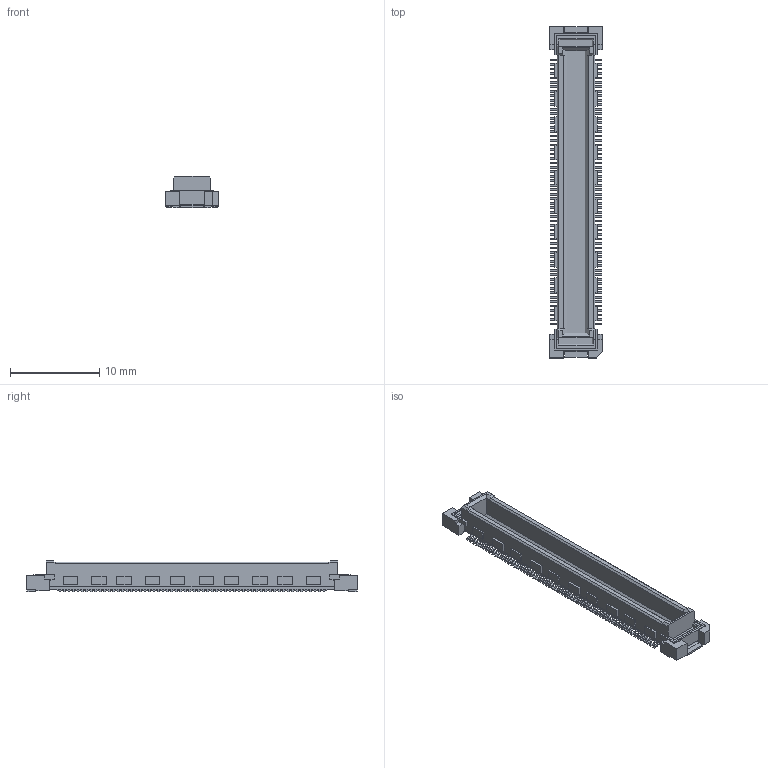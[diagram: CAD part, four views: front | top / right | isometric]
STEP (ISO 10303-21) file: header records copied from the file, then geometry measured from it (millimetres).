
FILE_DESCRIPTION(('CoCreate Modeling STEP Export'),'2;1');
FILE_NAME('FX10B-120P-SV.stp','2010-07-30T 9:12:27',(''),(''),'CoCreate Modeling STEP processor for AP214 (Solid Model)','CoCreate Modeling 17.0 01-Apr-2010 (C) Parametric Technology GmbH','');
FILE_SCHEMA(('AUTOMOTIVE_DESIGN { 1 0 10303 214 1 1 1 1 }'));
Length unit declared in the file: millimetre
Products named in the file (1): FX10B-120P-SV
Bounding box: 5.9 x 37.1 x 3.5 mm (x, y, z)
Volume: 277.8 mm3; surface area: 905.1 mm2
Topology: 1 solids, 1 shells, 1498 faces, 4169 edges, 2686 vertices
Faces by surface type: plane 1366, cylinder 132
Entity records: 46231 total; most frequent: ORIENTED_EDGE 8338, CARTESIAN_POINT 8199, DIRECTION 7252, EDGE_CURVE 4169, VECTOR 3774, LINE 3774, VERTEX_POINT 2686, AXIS2_PLACEMENT_3D 1739
